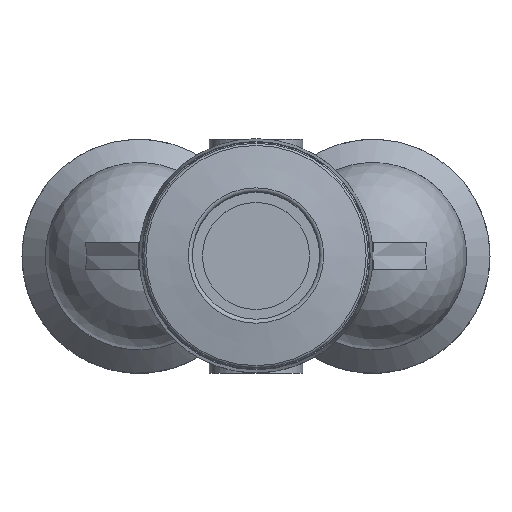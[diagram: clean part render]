
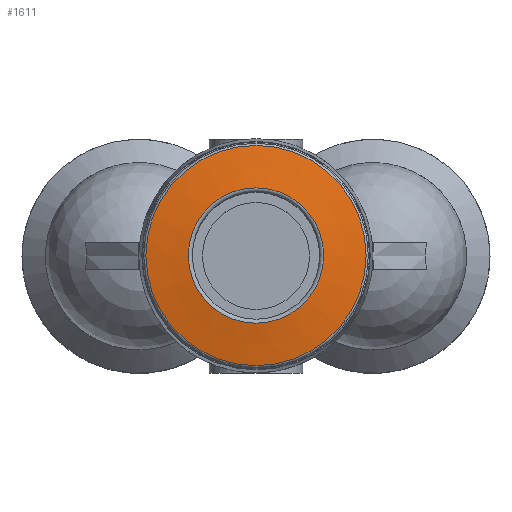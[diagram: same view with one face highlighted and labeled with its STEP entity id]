
A CAD part, top view. The second image highlights one B-rep face of the part: STEP entity #1611.
In plain terms, the highlighted conical face has half-angle 80 degrees and reference radius 8.235 mm.
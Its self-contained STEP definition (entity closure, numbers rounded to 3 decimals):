
#71=CONICAL_SURFACE('',#1760,8.235,1.396);
#136=CIRCLE('',#1759,8.235);
#137=CIRCLE('',#1761,5.063);
#377=ORIENTED_EDGE('',*,*,#557,.F.);
#378=ORIENTED_EDGE('',*,*,#556,.T.);
#556=EDGE_CURVE('',#666,#666,#136,.T.);
#557=EDGE_CURVE('',#667,#667,#137,.T.);
#666=VERTEX_POINT('',#2514);
#667=VERTEX_POINT('',#2517);
#807=EDGE_LOOP('',(#377));
#808=EDGE_LOOP('',(#378));
#935=FACE_BOUND('',#807,.T.);
#936=FACE_BOUND('',#808,.T.);
#1611=ADVANCED_FACE('',(#935,#936),#71,.T.);
#1759=AXIS2_PLACEMENT_3D('',#2513,#2048,#2049);
#1760=AXIS2_PLACEMENT_3D('',#2515,#2050,#2051);
#1761=AXIS2_PLACEMENT_3D('',#2516,#2052,#2053);
#2048=DIRECTION('',(0.,0.,1.));
#2049=DIRECTION('',(1.,0.,0.));
#2050=DIRECTION('',(0.,0.,-1.));
#2051=DIRECTION('',(-1.,0.,0.));
#2052=DIRECTION('',(0.,0.,1.));
#2053=DIRECTION('',(1.,0.,0.));
#2513=CARTESIAN_POINT('',(0.,0.,46.341));
#2514=CARTESIAN_POINT('',(8.235,0.,46.341));
#2515=CARTESIAN_POINT('',(0.,0.,46.341));
#2516=CARTESIAN_POINT('',(0.,0.,46.9));
#2517=CARTESIAN_POINT('',(5.063,0.,46.9));
